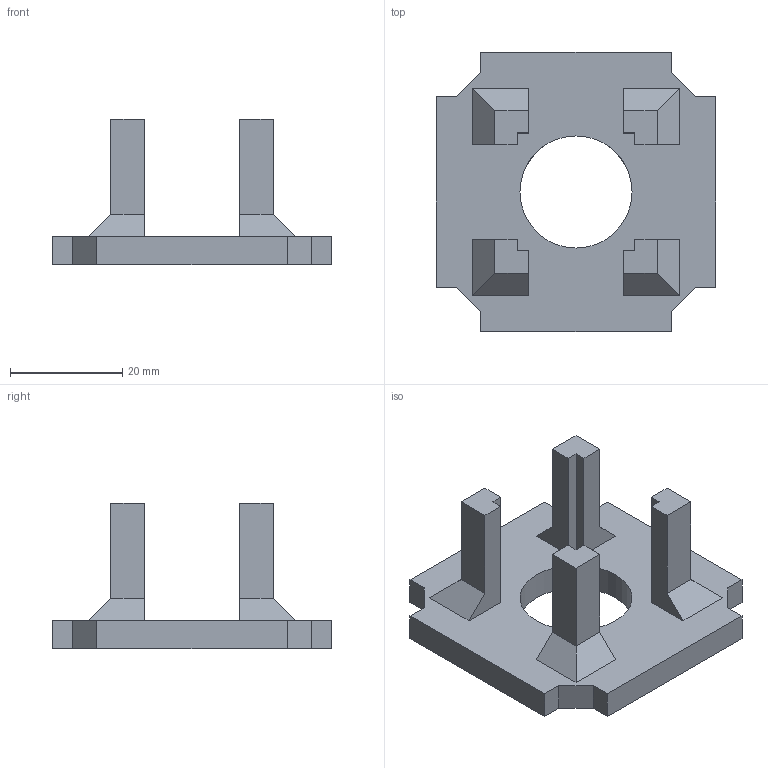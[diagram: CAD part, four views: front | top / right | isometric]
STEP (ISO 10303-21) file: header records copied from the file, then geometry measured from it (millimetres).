
FILE_DESCRIPTION(/* description */ (''),/* implementation_level */ '2;1');
FILE_NAME(/* name */ '20_Cube_Insert_Beamsplitter_v3.ipt.step',/* time_stamp */ '2022-11-29T07:57:46+01:00',/* author */ ('marsikovabarbora'),/* organization */ (''),/* preprocessor_version */ 'ST-DEVELOPER v18.1',/* originating_system */ 'Autodesk Inventor 2022',/* authorisation */ '');
FILE_SCHEMA (('AUTOMOTIVE_DESIGN { 1 0 10303 214 3 1 1 }'));
Length unit declared in the file: millimetre
Products named in the file (1): 20_Cube_Insert_Beamsplitter_v3
Bounding box: 49.8 x 49.8 x 26 mm (x, y, z)
Volume: 12925.7 mm3; surface area: 7160.9 mm2
Topology: 1 solids, 1 shells, 55 faces, 143 edges, 94 vertices
Faces by surface type: plane 54, cylinder 1
Full cylindrical faces by diameter (mm): 20 x1
Entity records: 1692 total; most frequent: CARTESIAN_POINT 293, ORIENTED_EDGE 286, DIRECTION 257, EDGE_CURVE 143, LINE 141, VECTOR 141, VERTEX_POINT 94, EDGE_LOOP 61
